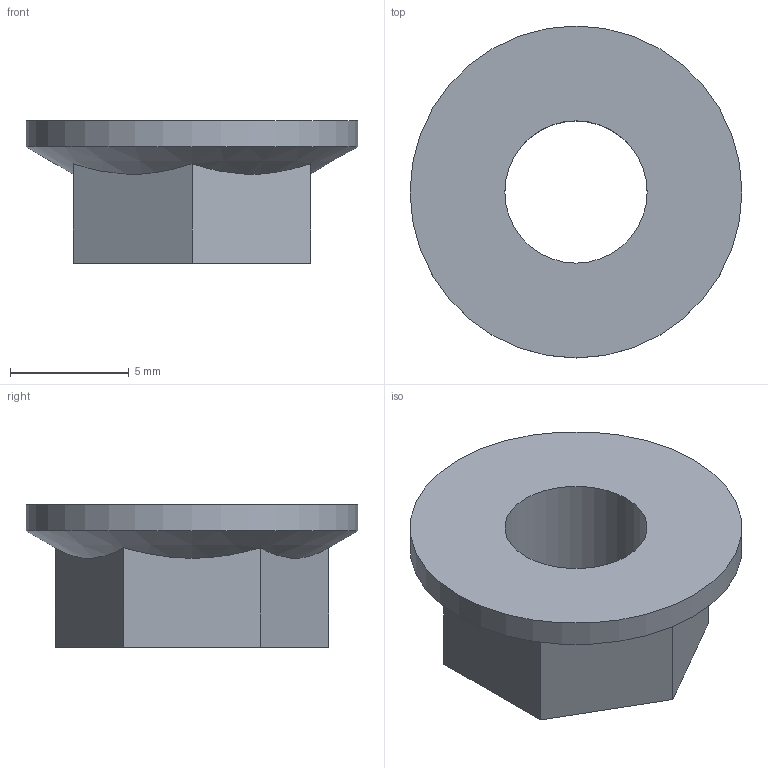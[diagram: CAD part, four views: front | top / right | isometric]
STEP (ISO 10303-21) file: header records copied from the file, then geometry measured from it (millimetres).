
FILE_DESCRIPTION(/* description */ ('Bundmutter M6'),/* implementation_level */ '2;1');
FILE_NAME(/* name */ '482523925.stp',/* time_stamp */ '2025-01-08T11:52:32+01:00',/* author */ ('mlippert'),/* organization */ ('CADClick - KiM GmbH - www.kimweb.de'),/* preprocessor_version */ 'ST-DEVELOPER v19.2',/* originating_system */ 'Autodesk Inventor 2023',/* authorisation */ 'unknown authorization');
FILE_SCHEMA (('AUTOMOTIVE_DESIGN { 1 0 10303 214 3 1 1 }'));
Length unit declared in the file: millimetre
Products named in the file (1): 482523925_T001
Bounding box: 14 x 14 x 6 mm (x, y, z)
Volume: 454.4 mm3; surface area: 553.1 mm2
Topology: 1 solids, 1 shells, 12 faces, 28 edges, 18 vertices
Faces by surface type: plane 8, cylinder 2, cone 2
Full cylindrical faces by diameter (mm): 6 x1, 14 x1
Entity records: 381 total; most frequent: CARTESIAN_POINT 73, ORIENTED_EDGE 56, DIRECTION 52, EDGE_CURVE 28, VERTEX_POINT 18, AXIS2_PLACEMENT_3D 18, LINE 16, VECTOR 16
